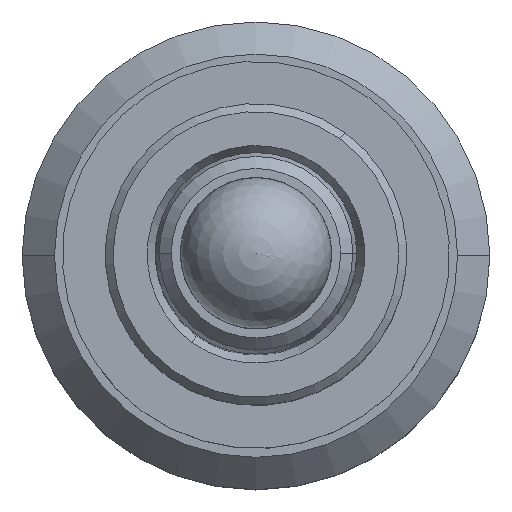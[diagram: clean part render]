
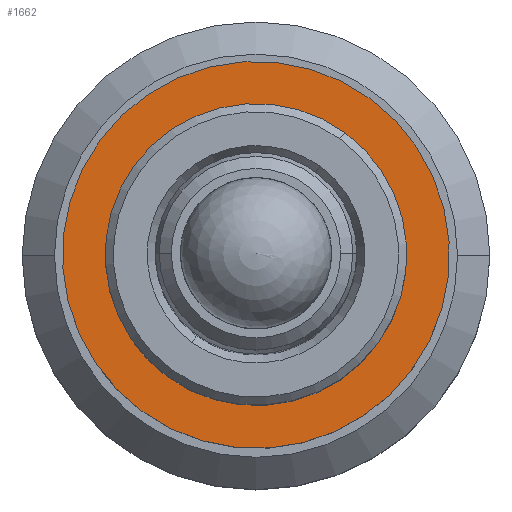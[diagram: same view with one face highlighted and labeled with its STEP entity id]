
A CAD part, top view. The second image highlights one B-rep face of the part: STEP entity #1662.
In plain terms, the highlighted planar face has unit normal (0, 0, 1).
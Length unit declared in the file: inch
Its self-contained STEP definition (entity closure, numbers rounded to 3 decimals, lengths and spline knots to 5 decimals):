
#67 = CARTESIAN_POINT ( 'NONE',  ( 0.09376, 0.51807, 1.8827 ) ) ;
#963 = DIRECTION ( 'NONE',  ( 0., 0., 1. ) ) ;
#1002 = CIRCLE ( 'NONE', #8695, 0.24 ) ;
#1527 = PLANE ( 'NONE',  #11201 ) ;
#1662 = ADVANCED_FACE ( 'NONE', ( #11832, #3830 ), #1527, .T. ) ;
#1692 = CIRCLE ( 'NONE', #9817, 0.177 ) ;
#2039 = EDGE_LOOP ( 'NONE', ( #12425, #6151 ) ) ;
#2177 = VERTEX_POINT ( 'NONE', #9646 ) ;
#2982 = EDGE_CURVE ( 'NONE', #10620, #7626, #3090, .T. ) ;
#3090 = CIRCLE ( 'NONE', #8228, 0.177 ) ;
#3830 = FACE_BOUND ( 'NONE', #2039, .T. ) ;
#3903 = CARTESIAN_POINT ( 'NONE',  ( -0.01057, 0.37508, 1.8827 ) ) ;
#4886 = DIRECTION ( 'NONE',  ( 0., 0., 1. ) ) ;
#5583 = CARTESIAN_POINT ( 'NONE',  ( 0.19809, 0.66105, 1.8827 ) ) ;
#5728 = CARTESIAN_POINT ( 'NONE',  ( 0.09376, 0.51807, 1.8827 ) ) ;
#5982 = EDGE_CURVE ( 'NONE', #8238, #2177, #7028, .T. ) ;
#6151 = ORIENTED_EDGE ( 'NONE', *, *, #2982, .F. ) ;
#6212 = EDGE_CURVE ( 'NONE', #2177, #8238, #1002, .T. ) ;
#6408 = DIRECTION ( 'NONE',  ( 0., 0., 1. ) ) ;
#6448 = ORIENTED_EDGE ( 'NONE', *, *, #5982, .T. ) ;
#6529 = DIRECTION ( 'NONE',  ( 0., 0., 1. ) ) ;
#6663 = EDGE_LOOP ( 'NONE', ( #8046, #6448 ) ) ;
#6864 = EDGE_CURVE ( 'NONE', #7626, #10620, #1692, .T. ) ;
#7028 = CIRCLE ( 'NONE', #9186, 0.24 ) ;
#7626 = VERTEX_POINT ( 'NONE', #5583 ) ;
#8046 = ORIENTED_EDGE ( 'NONE', *, *, #6212, .T. ) ;
#8132 = CARTESIAN_POINT ( 'NONE',  ( -0.04771, 0.32419, 1.8827 ) ) ;
#8228 = AXIS2_PLACEMENT_3D ( 'NONE', #67, #963, #11982 ) ;
#8238 = VERTEX_POINT ( 'NONE', #8132 ) ;
#8486 = CARTESIAN_POINT ( 'NONE',  ( 0.09376, 0.51807, 1.8827 ) ) ;
#8695 = AXIS2_PLACEMENT_3D ( 'NONE', #10355, #6408, #9398 ) ;
#9186 = AXIS2_PLACEMENT_3D ( 'NONE', #11055, #4886, #11972 ) ;
#9398 = DIRECTION ( 'NONE',  ( 0.589, 0.808, 0. ) ) ;
#9630 = DIRECTION ( 'NONE',  ( 0.589, 0.808, 0. ) ) ;
#9646 = CARTESIAN_POINT ( 'NONE',  ( 0.23522, 0.71195, 1.8827 ) ) ;
#9817 = AXIS2_PLACEMENT_3D ( 'NONE', #5728, #6529, #9630 ) ;
#10355 = CARTESIAN_POINT ( 'NONE',  ( 0.09376, 0.51807, 1.8827 ) ) ;
#10553 = DIRECTION ( 'NONE',  ( 0., 0., 1. ) ) ;
#10620 = VERTEX_POINT ( 'NONE', #3903 ) ;
#11055 = CARTESIAN_POINT ( 'NONE',  ( 0.09376, 0.51807, 1.8827 ) ) ;
#11201 = AXIS2_PLACEMENT_3D ( 'NONE', #8486, #10553, #12492 ) ;
#11832 = FACE_OUTER_BOUND ( 'NONE', #6663, .T. ) ;
#11972 = DIRECTION ( 'NONE',  ( 0.589, 0.808, 0. ) ) ;
#11982 = DIRECTION ( 'NONE',  ( 0.589, 0.808, 0. ) ) ;
#12425 = ORIENTED_EDGE ( 'NONE', *, *, #6864, .F. ) ;
#12492 = DIRECTION ( 'NONE',  ( 0.589, 0.808, 0. ) ) ;
